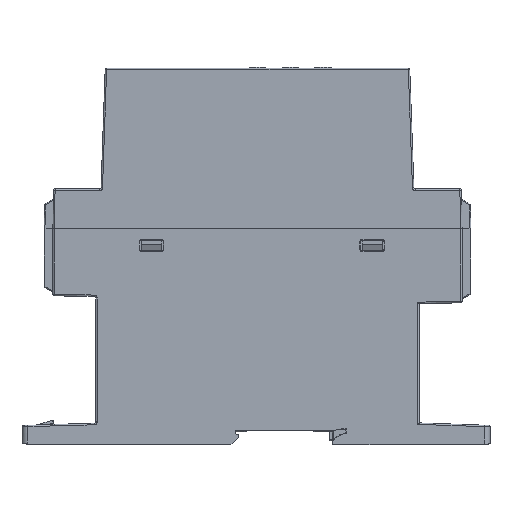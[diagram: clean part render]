
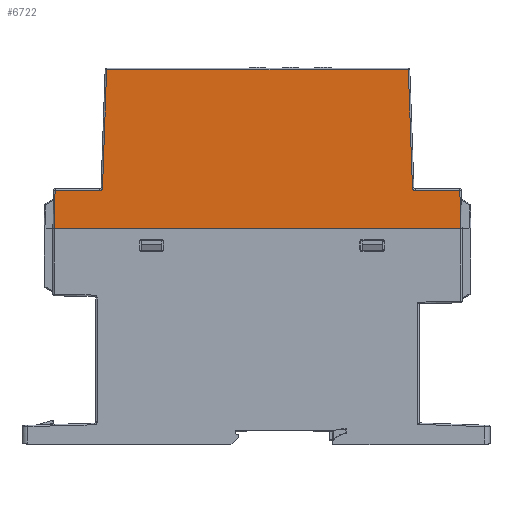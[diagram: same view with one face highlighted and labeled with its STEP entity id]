
A CAD part, left-side view. The second image highlights one B-rep face of the part: STEP entity #6722.
In plain terms, the highlighted planar face has unit normal (-1, 0, 0).
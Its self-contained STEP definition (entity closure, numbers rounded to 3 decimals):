
#6722=ADVANCED_FACE('',(#9865),#7788,.F.);
#7788=PLANE('',#55743);
#9865=FACE_OUTER_BOUND('',#12299,.T.);
#12299=EDGE_LOOP('',(#34410,#34411,#34412,#34413,#34414,#34415,#34416,#34417,
#34418,#34419));
#16551=LINE('',#89341,#21602);
#16960=LINE('',#92191,#22011);
#17277=LINE('',#94083,#22337);
#17278=LINE('',#94088,#22338);
#17279=LINE('',#94093,#22339);
#17280=LINE('',#94101,#22340);
#17282=LINE('',#94109,#22342);
#17318=LINE('',#94216,#22378);
#21602=VECTOR('',#67866,1.);
#22011=VECTOR('',#68721,1.);
#22337=VECTOR('',#69581,1.);
#22338=VECTOR('',#69588,1.);
#22339=VECTOR('',#69595,1.);
#22340=VECTOR('',#69606,1.);
#22342=VECTOR('',#69614,1.);
#22378=VECTOR('',#69728,1.);
#34410=ORIENTED_EDGE('',*,*,#48853,.T.);
#34411=ORIENTED_EDGE('',*,*,#47822,.F.);
#34412=ORIENTED_EDGE('',*,*,#48856,.T.);
#34413=ORIENTED_EDGE('',*,*,#48859,.T.);
#34414=ORIENTED_EDGE('',*,*,#48860,.F.);
#34415=ORIENTED_EDGE('',*,*,#48863,.T.);
#34416=ORIENTED_EDGE('',*,*,#48867,.T.);
#34417=ORIENTED_EDGE('',*,*,#48918,.T.);
#34418=ORIENTED_EDGE('',*,*,#48982,.F.);
#34419=ORIENTED_EDGE('',*,*,#48385,.T.);
#40028=VERTEX_POINT('',#89342);
#40029=VERTEX_POINT('',#89343);
#40469=VERTEX_POINT('',#92190);
#40470=VERTEX_POINT('',#92192);
#40785=VERTEX_POINT('',#94087);
#40786=VERTEX_POINT('',#94092);
#40787=VERTEX_POINT('',#94096);
#40788=VERTEX_POINT('',#94100);
#40791=VERTEX_POINT('',#94108);
#40823=VERTEX_POINT('',#94215);
#47822=EDGE_CURVE('',#40028,#40029,#16551,.T.);
#48385=EDGE_CURVE('',#40470,#40469,#16960,.T.);
#48853=EDGE_CURVE('',#40469,#40029,#17277,.T.);
#48856=EDGE_CURVE('',#40028,#40785,#17278,.T.);
#48859=EDGE_CURVE('',#40785,#40786,#17279,.T.);
#48860=EDGE_CURVE('',#40787,#40786,#51164,.T.);
#48863=EDGE_CURVE('',#40787,#40788,#17280,.T.);
#48867=EDGE_CURVE('',#40788,#40791,#17282,.T.);
#48918=EDGE_CURVE('',#40791,#40823,#17318,.T.);
#48982=EDGE_CURVE('',#40470,#40823,#51199,.T.);
#51164=CIRCLE('',#55674,1.);
#51199=CIRCLE('',#55741,1.);
#55674=AXIS2_PLACEMENT_3D('',#94095,#69598,#69599);
#55741=AXIS2_PLACEMENT_3D('',#94369,#69816,#69817);
#55743=AXIS2_PLACEMENT_3D('',#94371,#69820,#69821);
#67866=DIRECTION('',(0.,1.,0.));
#68721=DIRECTION('',(0.,1.,0.));
#69581=DIRECTION('',(0.,0.017,-1.));
#69588=DIRECTION('',(0.,0.017,1.));
#69595=DIRECTION('',(0.,1.,0.));
#69598=DIRECTION('',(-1.,0.,0.));
#69599=DIRECTION('',(0.,0.,1.));
#69606=DIRECTION('',(0.,0.035,0.999));
#69614=DIRECTION('',(0.,1.,0.));
#69728=DIRECTION('',(0.,0.035,-0.999));
#69816=DIRECTION('',(-1.,0.,0.));
#69817=DIRECTION('',(0.,0.,1.));
#69820=DIRECTION('',(1.,0.,0.));
#69821=DIRECTION('',(0.,0.,1.));
#89341=CARTESIAN_POINT('',(39.206,173.635,78.5));
#89342=CARTESIAN_POINT('',(39.206,94.641,78.5));
#89343=CARTESIAN_POINT('',(39.206,232.629,78.5));
#92190=CARTESIAN_POINT('',(39.206,232.402,91.477));
#92191=CARTESIAN_POINT('',(39.206,232.41,91.477));
#92192=CARTESIAN_POINT('',(39.206,217.282,91.477));
#94083=CARTESIAN_POINT('',(39.206,232.707,73.99));
#94087=CARTESIAN_POINT('',(39.206,94.868,91.477));
#94088=CARTESIAN_POINT('',(39.206,94.867,91.421));
#94092=CARTESIAN_POINT('',(39.206,109.988,91.477));
#94093=CARTESIAN_POINT('',(39.206,110.488,91.477));
#94095=CARTESIAN_POINT('',(39.206,109.988,92.477));
#94096=CARTESIAN_POINT('',(39.206,110.987,92.442));
#94100=CARTESIAN_POINT('',(39.206,112.386,132.5));
#94101=CARTESIAN_POINT('',(39.206,112.403,132.983));
#94108=CARTESIAN_POINT('',(39.206,214.884,132.5));
#94109=CARTESIAN_POINT('',(39.206,215.367,132.5));
#94215=CARTESIAN_POINT('',(39.206,216.283,92.442));
#94216=CARTESIAN_POINT('',(39.206,216.3,91.959));
#94369=CARTESIAN_POINT('',(39.206,217.282,92.477));
#94371=CARTESIAN_POINT('',(39.206,173.635,98.));
